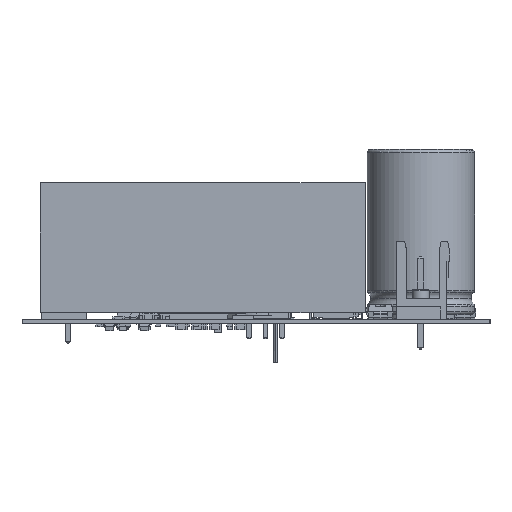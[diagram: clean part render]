
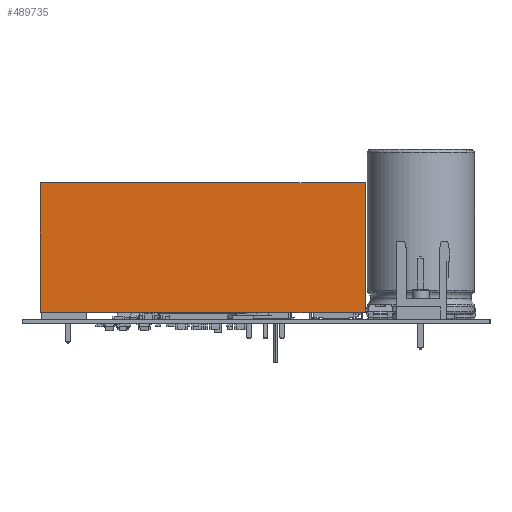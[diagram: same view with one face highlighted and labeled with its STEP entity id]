
A CAD part, left-side view. The second image highlights one B-rep face of the part: STEP entity #489735.
In plain terms, the highlighted planar face has unit normal (-1, 0, 0).
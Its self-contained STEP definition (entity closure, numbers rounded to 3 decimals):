
#484061 = PLANE('',#484062);
#484062 = AXIS2_PLACEMENT_3D('',#484063,#484064,#484065);
#484063 = CARTESIAN_POINT('',(33.45,44.2,
    1.1));
#484064 = DIRECTION('',(0.,0.,-1.));
#484065 = DIRECTION('',(-1.,0.,0.));
#485331 = PLANE('',#485332);
#485332 = AXIS2_PLACEMENT_3D('',#485333,#485334,#485335);
#485333 = CARTESIAN_POINT('',(8.45,19.2,
    21.1));
#485334 = DIRECTION('',(0.,1.,0.));
#485335 = DIRECTION('',(1.,0.,0.));
#485387 = PLANE('',#485388);
#485388 = AXIS2_PLACEMENT_3D('',#485389,#485390,#485391);
#485389 = CARTESIAN_POINT('',(8.45,69.2,
    21.1));
#485390 = DIRECTION('',(0.,-1.,0.));
#485391 = DIRECTION('',(0.,0.,-1.));
#489087 = PLANE('',#489088);
#489088 = AXIS2_PLACEMENT_3D('',#489089,#489090,#489091);
#489089 = CARTESIAN_POINT('',(33.45,44.2,
    21.1));
#489090 = DIRECTION('',(0.,0.,-1.));
#489091 = DIRECTION('',(-1.,0.,0.));
#489133 = VERTEX_POINT('',#489134);
#489134 = CARTESIAN_POINT('',(8.45,19.2,
    1.1));
#489155 = EDGE_CURVE('',#489156,#489133,#489158,.T.);
#489156 = VERTEX_POINT('',#489157);
#489157 = CARTESIAN_POINT('',(8.45,69.2,
    1.1));
#489158 = SURFACE_CURVE('',#489159,(#489163,#489170),.PCURVE_S1.);
#489159 = LINE('',#489160,#489161);
#489160 = CARTESIAN_POINT('',(8.45,19.2,
    1.1));
#489161 = VECTOR('',#489162,1.);
#489162 = DIRECTION('',(0.,-1.,0.));
#489163 = PCURVE('',#484061,#489164);
#489164 = DEFINITIONAL_REPRESENTATION('',(#489165),#489169);
#489165 = LINE('',#489166,#489167);
#489166 = CARTESIAN_POINT('',(25.,-25.));
#489167 = VECTOR('',#489168,1.);
#489168 = DIRECTION('',(-0.,-1.));
#489169 = ( GEOMETRIC_REPRESENTATION_CONTEXT(2) 
PARAMETRIC_REPRESENTATION_CONTEXT() REPRESENTATION_CONTEXT('2D SPACE',''
  ) );
#489170 = PCURVE('',#489171,#489176);
#489171 = PLANE('',#489172);
#489172 = AXIS2_PLACEMENT_3D('',#489173,#489174,#489175);
#489173 = CARTESIAN_POINT('',(8.45,19.2,
    21.1));
#489174 = DIRECTION('',(1.,0.,0.));
#489175 = DIRECTION('',(0.,1.,0.));
#489176 = DEFINITIONAL_REPRESENTATION('',(#489177),#489181);
#489177 = LINE('',#489178,#489179);
#489178 = CARTESIAN_POINT('',(0.,-20.));
#489179 = VECTOR('',#489180,1.);
#489180 = DIRECTION('',(-1.,0.));
#489181 = ( GEOMETRIC_REPRESENTATION_CONTEXT(2) 
PARAMETRIC_REPRESENTATION_CONTEXT() REPRESENTATION_CONTEXT('2D SPACE',''
  ) );
#489429 = VERTEX_POINT('',#489430);
#489430 = CARTESIAN_POINT('',(8.45,19.2,
    21.1));
#489451 = EDGE_CURVE('',#489429,#489133,#489452,.T.);
#489452 = SURFACE_CURVE('',#489453,(#489457,#489464),.PCURVE_S1.);
#489453 = LINE('',#489454,#489455);
#489454 = CARTESIAN_POINT('',(8.45,19.2,
    21.1));
#489455 = VECTOR('',#489456,1.);
#489456 = DIRECTION('',(0.,0.,-1.));
#489457 = PCURVE('',#485331,#489458);
#489458 = DEFINITIONAL_REPRESENTATION('',(#489459),#489463);
#489459 = LINE('',#489460,#489461);
#489460 = CARTESIAN_POINT('',(0.,0.));
#489461 = VECTOR('',#489462,1.);
#489462 = DIRECTION('',(0.,1.));
#489463 = ( GEOMETRIC_REPRESENTATION_CONTEXT(2) 
PARAMETRIC_REPRESENTATION_CONTEXT() REPRESENTATION_CONTEXT('2D SPACE',''
  ) );
#489464 = PCURVE('',#489171,#489465);
#489465 = DEFINITIONAL_REPRESENTATION('',(#489466),#489470);
#489466 = LINE('',#489467,#489468);
#489467 = CARTESIAN_POINT('',(0.,0.));
#489468 = VECTOR('',#489469,1.);
#489469 = DIRECTION('',(0.,-1.));
#489470 = ( GEOMETRIC_REPRESENTATION_CONTEXT(2) 
PARAMETRIC_REPRESENTATION_CONTEXT() REPRESENTATION_CONTEXT('2D SPACE',''
  ) );
#489735 = ADVANCED_FACE('',(#489736),#489171,.F.);
#489736 = FACE_BOUND('',#489737,.T.);
#489737 = EDGE_LOOP('',(#489738,#489739,#489740,#489763));
#489738 = ORIENTED_EDGE('',*,*,#489155,.T.);
#489739 = ORIENTED_EDGE('',*,*,#489451,.F.);
#489740 = ORIENTED_EDGE('',*,*,#489741,.F.);
#489741 = EDGE_CURVE('',#489742,#489429,#489744,.T.);
#489742 = VERTEX_POINT('',#489743);
#489743 = CARTESIAN_POINT('',(8.45,69.2,
    21.1));
#489744 = SURFACE_CURVE('',#489745,(#489749,#489756),.PCURVE_S1.);
#489745 = LINE('',#489746,#489747);
#489746 = CARTESIAN_POINT('',(8.45,19.2,
    21.1));
#489747 = VECTOR('',#489748,1.);
#489748 = DIRECTION('',(0.,-1.,0.));
#489749 = PCURVE('',#489171,#489750);
#489750 = DEFINITIONAL_REPRESENTATION('',(#489751),#489755);
#489751 = LINE('',#489752,#489753);
#489752 = CARTESIAN_POINT('',(0.,0.));
#489753 = VECTOR('',#489754,1.);
#489754 = DIRECTION('',(-1.,0.));
#489755 = ( GEOMETRIC_REPRESENTATION_CONTEXT(2) 
PARAMETRIC_REPRESENTATION_CONTEXT() REPRESENTATION_CONTEXT('2D SPACE',''
  ) );
#489756 = PCURVE('',#489087,#489757);
#489757 = DEFINITIONAL_REPRESENTATION('',(#489758),#489762);
#489758 = LINE('',#489759,#489760);
#489759 = CARTESIAN_POINT('',(25.,-25.));
#489760 = VECTOR('',#489761,1.);
#489761 = DIRECTION('',(-0.,-1.));
#489762 = ( GEOMETRIC_REPRESENTATION_CONTEXT(2) 
PARAMETRIC_REPRESENTATION_CONTEXT() REPRESENTATION_CONTEXT('2D SPACE',''
  ) );
#489763 = ORIENTED_EDGE('',*,*,#489764,.T.);
#489764 = EDGE_CURVE('',#489742,#489156,#489765,.T.);
#489765 = SURFACE_CURVE('',#489766,(#489770,#489777),.PCURVE_S1.);
#489766 = LINE('',#489767,#489768);
#489767 = CARTESIAN_POINT('',(8.45,69.2,
    21.1));
#489768 = VECTOR('',#489769,1.);
#489769 = DIRECTION('',(0.,0.,-1.));
#489770 = PCURVE('',#489171,#489771);
#489771 = DEFINITIONAL_REPRESENTATION('',(#489772),#489776);
#489772 = LINE('',#489773,#489774);
#489773 = CARTESIAN_POINT('',(50.,0.));
#489774 = VECTOR('',#489775,1.);
#489775 = DIRECTION('',(0.,-1.));
#489776 = ( GEOMETRIC_REPRESENTATION_CONTEXT(2) 
PARAMETRIC_REPRESENTATION_CONTEXT() REPRESENTATION_CONTEXT('2D SPACE',''
  ) );
#489777 = PCURVE('',#485387,#489778);
#489778 = DEFINITIONAL_REPRESENTATION('',(#489779),#489783);
#489779 = LINE('',#489780,#489781);
#489780 = CARTESIAN_POINT('',(0.,0.));
#489781 = VECTOR('',#489782,1.);
#489782 = DIRECTION('',(1.,0.));
#489783 = ( GEOMETRIC_REPRESENTATION_CONTEXT(2) 
PARAMETRIC_REPRESENTATION_CONTEXT() REPRESENTATION_CONTEXT('2D SPACE',''
  ) );
